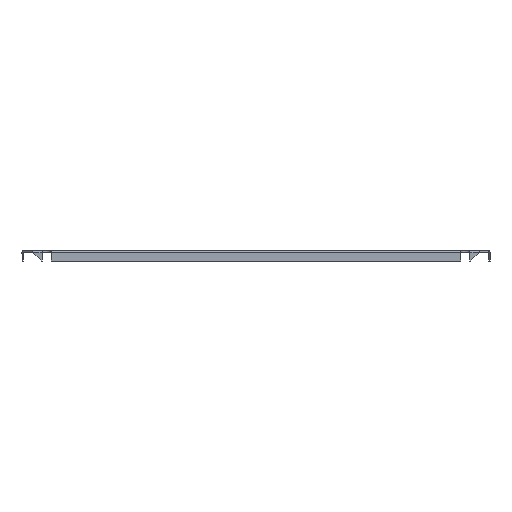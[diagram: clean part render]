
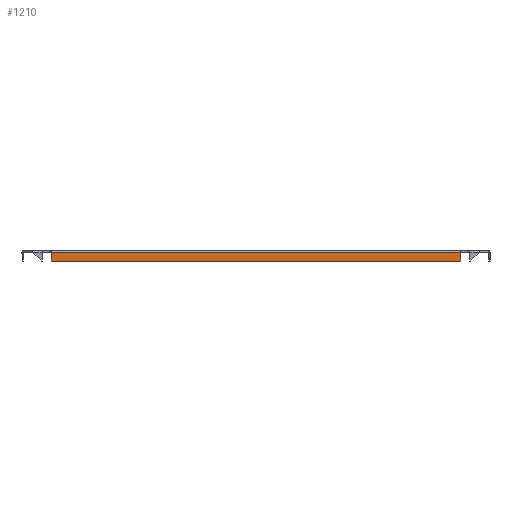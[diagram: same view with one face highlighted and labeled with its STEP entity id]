
A CAD part, front view. The second image highlights one B-rep face of the part: STEP entity #1210.
In plain terms, the highlighted planar face has unit normal (0, -1, 0).
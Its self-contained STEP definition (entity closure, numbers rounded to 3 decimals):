
#195 = PLANE ( 'NONE',  #1337 ) ;
#220 = ORIENTED_EDGE ( 'NONE', *, *, #1912, .T. ) ;
#316 = DIRECTION ( 'NONE',  ( 0., 0., 1. ) ) ;
#770 = VECTOR ( 'NONE', #893, 1000. ) ;
#835 = ORIENTED_EDGE ( 'NONE', *, *, #2454, .F. ) ;
#857 = FACE_OUTER_BOUND ( 'NONE', #1709, .T. ) ;
#893 = DIRECTION ( 'NONE',  ( 1., 0., 0. ) ) ;
#986 = EDGE_CURVE ( 'NONE', #1969, #2670, #1935, .T. ) ;
#1089 = DIRECTION ( 'NONE',  ( -1., 0., 0. ) ) ;
#1125 = CARTESIAN_POINT ( 'NONE',  ( 0., -476.367, -1.5 ) ) ;
#1187 = CARTESIAN_POINT ( 'NONE',  ( -240.25, -476.367, 474.203 ) ) ;
#1201 = VECTOR ( 'NONE', #1348, 1000. ) ;
#1210 = ADVANCED_FACE ( 'NONE', ( #857 ), #195, .F. ) ;
#1260 = CARTESIAN_POINT ( 'NONE',  ( -240.25, -476.367, -12.002 ) ) ;
#1337 = AXIS2_PLACEMENT_3D ( 'NONE', #1801, #1785, #1089 ) ;
#1348 = DIRECTION ( 'NONE',  ( 1., 0., 0. ) ) ;
#1362 = EDGE_CURVE ( 'NONE', #2010, #2209, #1662, .T. ) ;
#1450 = DIRECTION ( 'NONE',  ( 0., 0., 1. ) ) ;
#1598 = LINE ( 'NONE', #2973, #1201 ) ;
#1662 = LINE ( 'NONE', #1886, #2268 ) ;
#1709 = EDGE_LOOP ( 'NONE', ( #835, #1719, #220, #2261 ) ) ;
#1719 = ORIENTED_EDGE ( 'NONE', *, *, #986, .F. ) ;
#1775 = CARTESIAN_POINT ( 'NONE',  ( -240.25, -476.367, -1.5 ) ) ;
#1785 = DIRECTION ( 'NONE',  ( 0., 1., 0. ) ) ;
#1801 = CARTESIAN_POINT ( 'NONE',  ( 0., -476.367, 474.203 ) ) ;
#1886 = CARTESIAN_POINT ( 'NONE',  ( 240.25, -476.367, 474.203 ) ) ;
#1912 = EDGE_CURVE ( 'NONE', #1969, #2010, #1598, .T. ) ;
#1935 = LINE ( 'NONE', #1187, #2176 ) ;
#1969 = VERTEX_POINT ( 'NONE', #1260 ) ;
#2010 = VERTEX_POINT ( 'NONE', #2628 ) ;
#2176 = VECTOR ( 'NONE', #1450, 1000. ) ;
#2208 = CARTESIAN_POINT ( 'NONE',  ( 240.25, -476.367, -1.5 ) ) ;
#2209 = VERTEX_POINT ( 'NONE', #2208 ) ;
#2261 = ORIENTED_EDGE ( 'NONE', *, *, #1362, .T. ) ;
#2268 = VECTOR ( 'NONE', #316, 1000. ) ;
#2454 = EDGE_CURVE ( 'NONE', #2670, #2209, #2776, .T. ) ;
#2628 = CARTESIAN_POINT ( 'NONE',  ( 240.25, -476.367, -12.002 ) ) ;
#2670 = VERTEX_POINT ( 'NONE', #1775 ) ;
#2776 = LINE ( 'NONE', #1125, #770 ) ;
#2973 = CARTESIAN_POINT ( 'NONE',  ( -284.205, -476.367, -12.002 ) ) ;
